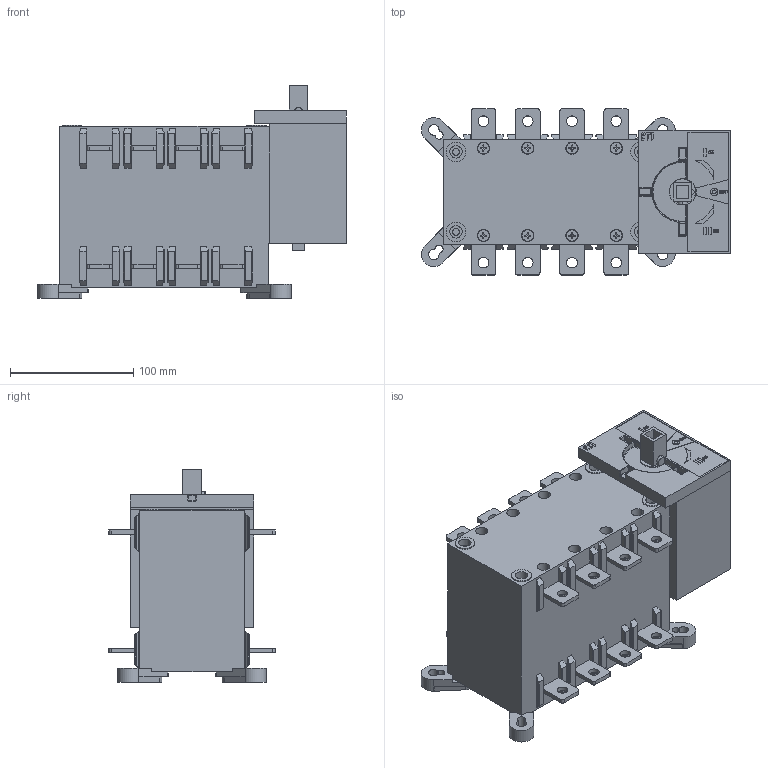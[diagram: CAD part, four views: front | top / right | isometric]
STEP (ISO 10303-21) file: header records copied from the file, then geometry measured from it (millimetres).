
FILE_DESCRIPTION((''),'2;1');
FILE_NAME('HHHH_ASM','2021-10-01T',('marketing.praksa'),('Audax d.o.o.'),'CREO PARAMETRIC BY PTC INC, 2017480','CREO PARAMETRIC BY PTC INC, 2017480','');
FILE_SCHEMA(('AUTOMOTIVE_DESIGN { 1 0 10303 214 1 1 1 1 }'));
Products named in the file (28): PRT9563_1_1_1_1_1_1_1; PRT9563_1_2_1_1_1_2_1; PRT9563_1_3_1_1_1_2_1; PRT9563_1_4_1_1_1_1; PRT9563_1_ASM_1_ASM_1_1_ASM_1_ASM; O2_1_1_1_1_1; O2_1_2_1_1_1; O2_1_3_1_1_1; O2_1_4_1_1_1; O2_1_5_1_1_1; O2_1_6_1_1_1; O2_1_7_1_1_1; O2_1_8_1_1_1; O2_1_9_1_1_1; O2_1_10_1_1_1; O2_1_11_1_1_1; O2_1_12_1_1_1; O2_1_ASM_1_ASM_1_ASM_1_ASM; SCREW_1_1_1_1_1_1; SCREWS_ASM_1_ASM_1_ASM_1_ASM_1_ASM; O4_1_1_1_1_1_1; PRT9569_1_1_1_1_1_2_3_1; PRT9570_1_1_1_1_1_2_3_4_1; PRT9570_1_2_1_1_1_2_3_4_1; PRT9570_1_3_1_1_1; PRT9570_1_ASM_1_ASM_1_1_2_3_4_A_ASM; LBS_160_4P_CO_1_1_1; HHHH_ASM
Assembly tree (35 placements, depth 3):
  HHHH_ASM
    PRT9563_1_ASM_1_ASM_1_1_ASM_1_ASM
      PRT9563_1_1_1_1_1_1_1
      PRT9563_1_2_1_1_1_2_1
      PRT9563_1_3_1_1_1_2_1
      PRT9563_1_4_1_1_1_1
    O2_1_ASM_1_ASM_1_ASM_1_ASM
      O2_1_1_1_1_1
      O2_1_2_1_1_1  x2
      O2_1_3_1_1_1
      O2_1_4_1_1_1
      O2_1_5_1_1_1  x2
      O2_1_6_1_1_1
      O2_1_7_1_1_1
      O2_1_8_1_1_1
      O2_1_9_1_1_1  x2
      O2_1_10_1_1_1  x2
      O2_1_11_1_1_1
      O2_1_12_1_1_1
    SCREWS_ASM_1_ASM_1_ASM_1_ASM_1_ASM  x2
      SCREW_1_1_1_1_1_1
    O4_1_1_1_1_1_1
    PRT9569_1_1_1_1_1_2_3_1
    PRT9570_1_ASM_1_ASM_1_1_2_3_4_A_ASM
      PRT9570_1_1_1_1_1_2_3_4_1
      PRT9570_1_2_1_1_1_2_3_4_1
      PRT9570_1_3_1_1_1
    LBS_160_4P_CO_1_1_1
Bounding box: 250.99 x 135 x 173 mm (x, y, z)
Volume: 2638068.1 mm3; surface area: 205295.2 mm2
Topology: 34 solids, 42 shells, 1736 faces, 4293 edges, 2700 vertices
Faces by surface type: plane 1083, cylinder 475, cone 98, torus 35, bspline 32, sphere 12, extrusion 1
Entity records: 56218 total; most frequent: CARTESIAN_POINT 8574, ORIENTED_EDGE 6706, DIRECTION 6646, EDGE_CURVE 3355, PRESENTATION_STYLE_ASSIGNMENT 2789, STYLED_ITEM 2789, VECTOR 2368, LINE 2367
